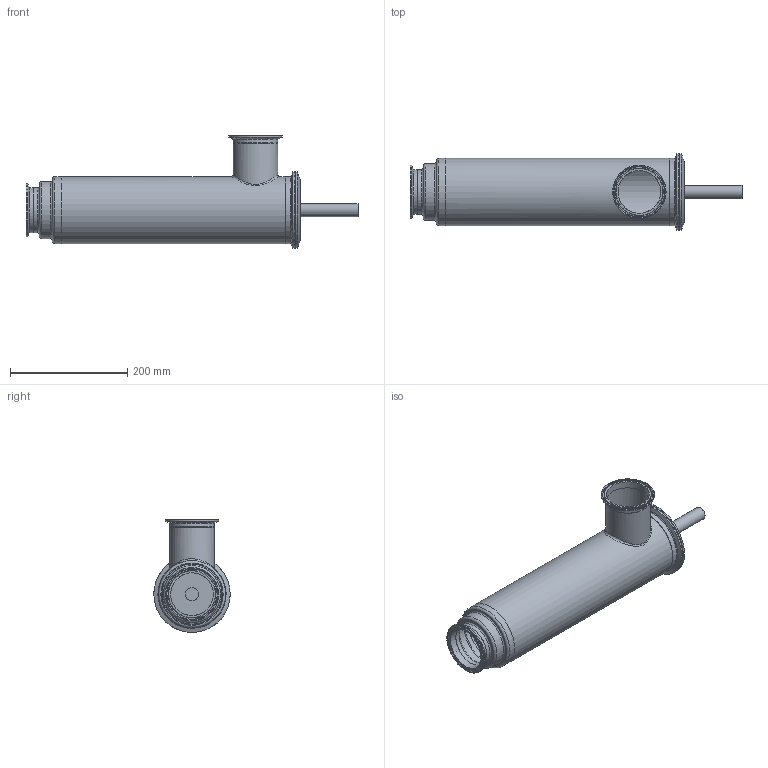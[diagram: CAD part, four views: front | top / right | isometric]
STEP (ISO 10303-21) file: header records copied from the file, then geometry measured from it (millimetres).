
FILE_DESCRIPTION(/* description */ (''),/* implementation_level */ '2;1');
FILE_NAME(/* name */ 'KEC03000.stp',/* time_stamp */ '2022-04-30T15:05:41-04:00',/* author */ ('rick'),/* organization */ (''),/* preprocessor_version */ 'ST-DEVELOPER v18.1',/* originating_system */ 'Autodesk Inventor 2020',/* authorisation */ '');
FILE_SCHEMA (('AUTOMOTIVE_DESIGN { 1 0 10303 214 3 1 1 }'));
Length unit declared in the file: inch
Products named in the file (9): KEC03000; KEI03020; KES03000; FAD04000; HOUSING SIDE SPOOL 45X30; AAQ03000; KEQ00020; FAA04000; 875ROUND
Assembly tree (9 placements, depth 3):
  KEC03000
    KEI03020
      KES03000
      FAD04000
      AAQ03000  x2
      HOUSING SIDE SPOOL 45X30
    KEQ00020
      FAA04000
      875ROUND
Bounding box: 565.16 x 130.17 x 192.08 mm (x, y, z)
Volume: 517569.5 mm3; surface area: 405233 mm2
Topology: 7 solids, 7 shells, 91 faces, 281 edges, 213 vertices
Faces by surface type: torus 34, plane 23, cylinder 21, cone 12, bspline 1
Full cylindrical faces by diameter (mm): 22.225 x1, 72.898 x4, 76.2 x4, 90.907 x2, 92.71 x1, 97.079 x1, 109.931 x1, 110.084 x2, 114.3 x3, 130.175 x2
Entity records: 3285 total; most frequent: CARTESIAN_POINT 722, DIRECTION 591, ORIENTED_EDGE 444, AXIS2_PLACEMENT_3D 282, EDGE_CURVE 222, CIRCLE 191, VERTEX_POINT 168, EDGE_LOOP 92
